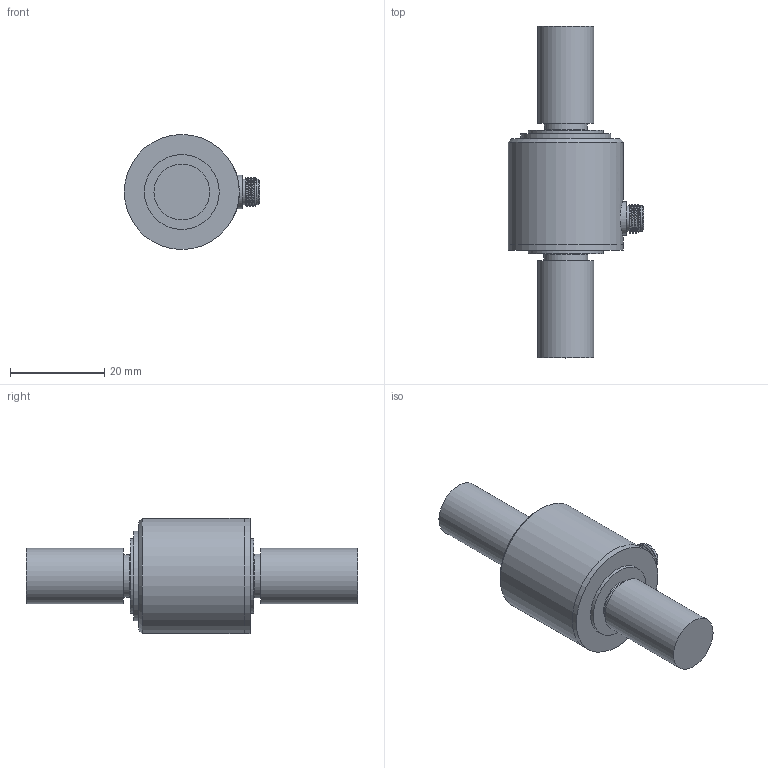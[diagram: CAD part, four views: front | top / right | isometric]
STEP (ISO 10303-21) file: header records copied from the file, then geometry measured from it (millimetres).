
FILE_DESCRIPTION(/* description */ (''),/* implementation_level */ '2;1');
FILE_NAME(/* name */ 'LCM350-connector.stp',/* time_stamp */ '2021-07-13T13:34:11-07:00',/* author */ ('richard'),/* organization */ (''),/* preprocessor_version */ 'ST-DEVELOPER v18.1',/* originating_system */ 'Autodesk Inventor 2020',/* authorisation */ '');
FILE_SCHEMA (('AUTOMOTIVE_DESIGN { 1 0 10303 214 3 1 1 }'));
Length unit declared in the file: inch
Products named in the file (1): LCM350-connector_Shrinkwrap_1
Bounding box: 28.7 x 70.36 x 24.38 mm (x, y, z)
Volume: 16389 mm3; surface area: 4963.2 mm2
Topology: 1 solids, 1 shells, 587 faces, 1300 edges, 753 vertices
Faces by surface type: bspline 207, cylinder 163, plane 111, torus 59, sphere 32, cone 15
Full cylindrical faces by diameter (mm): 0.32 x4, 0.635 x1, 0.846 x4, 0.864 x4, 5.436 x1, 7.112 x1, 8.255 x1, 9.039 x1, 9.293 x1, 11.833 x2, 15.875 x2, 19.025 x1, 20.383 x1, 24.384 x2
Entity records: 21905 total; most frequent: CARTESIAN_POINT 9308, ORIENTED_EDGE 2592, DIRECTION 2397, EDGE_CURVE 1296, AXIS2_PLACEMENT_3D 1033, VERTEX_POINT 753, CIRCLE 652, EDGE_LOOP 629
